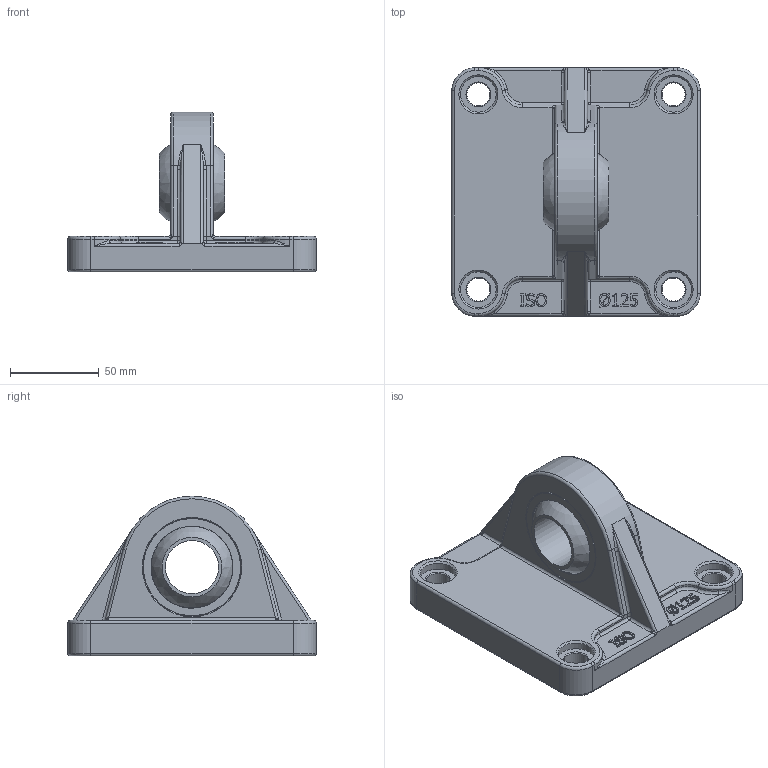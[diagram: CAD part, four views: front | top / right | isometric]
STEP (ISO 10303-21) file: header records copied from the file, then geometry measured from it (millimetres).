
FILE_DESCRIPTION((''),'2;1');
FILE_NAME('CMSI125.stp','2015-01-27T16:25:57',('carlo.corazza'),(''),'Autodesk Inventor 2012','Autodesk Inventor 2012','');
FILE_SCHEMA(('AUTOMOTIVE_DESIGN { 1 0 10303 214 1 1 1 1 }'));
Length unit declared in the file: millimetre
Products named in the file (1): CMSI125
Bounding box: 140 x 140 x 90 mm (x, y, z)
Volume: 381424.6 mm3; surface area: 79657.5 mm2
Topology: 1 solids, 1 shells, 677 faces, 1591 edges, 900 vertices
Faces by surface type: cylinder 217, bspline 141, plane 137, torus 117, sphere 46, cone 19
Full cylindrical faces by diameter (mm): 13 x4, 20 x4, 30 x1, 46 x2, 60 x1
Entity records: 22101 total; most frequent: CARTESIAN_POINT 6663, DIRECTION 3114, ORIENTED_EDGE 3004, EDGE_CURVE 1502, AXIS2_PLACEMENT_3D 1265, VERTEX_POINT 888, EDGE_LOOP 748, STYLED_ITEM 678
